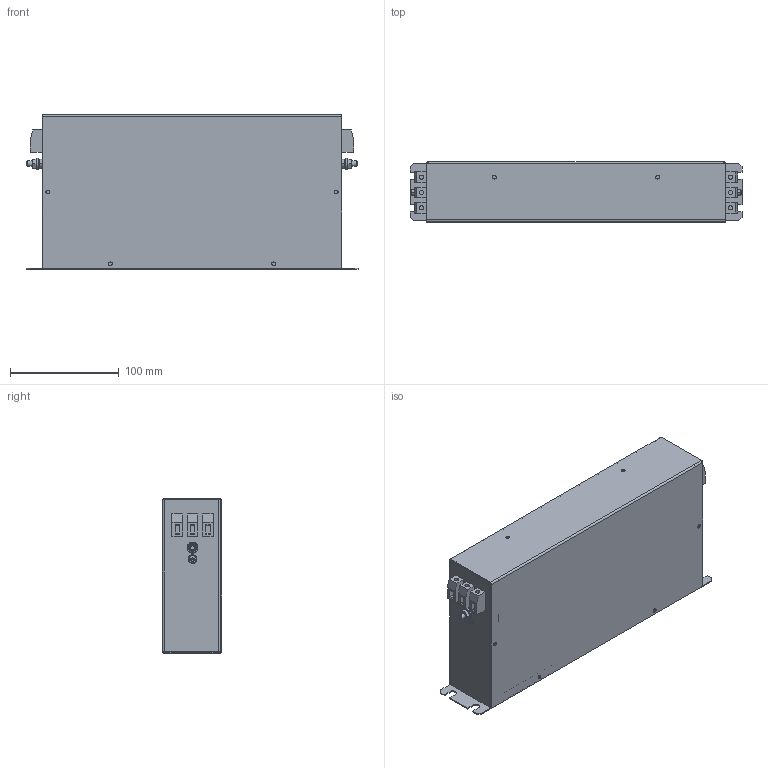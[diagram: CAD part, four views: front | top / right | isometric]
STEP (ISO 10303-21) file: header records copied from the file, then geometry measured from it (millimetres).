
FILE_DESCRIPTION (( 'STEP AP214' ), '1' );
FILE_NAME ('0186-0421_160202_NF01-FN258-16-07.STEP', '2016-02-02T14:40:05', ( '' ), ( '' ), 'SwSTEP 2.0', 'SolidWorks 2016', '' );
FILE_SCHEMA (( 'AUTOMOTIVE_DESIGN' ));
Length unit declared in the file: millimetre
Products named in the file (1): 0186-0421_160202_NF01-FN258-16-07
Bounding box: 305 x 55 x 142 mm (x, y, z)
Surface area: 255009.1 mm2 (no closed solid volume)
Topology: 0 solids, 3 shells, 536 faces, 1360 edges, 894 vertices
Faces by surface type: plane 324, cylinder 170, cone 24, bspline 18
Entity records: 22795 total; most frequent: CARTESIAN_POINT 3693, DIRECTION 2724, ORIENTED_EDGE 2688, EDGE_CURVE 1348, AXIS2_PLACEMENT_3D 909, VECTOR 906, LINE 906, VERTEX_POINT 894
